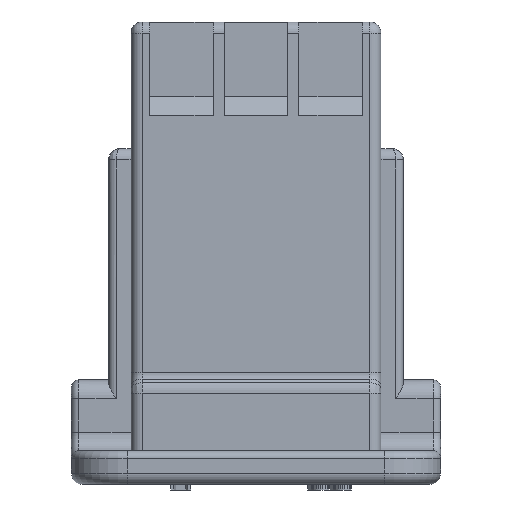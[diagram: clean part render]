
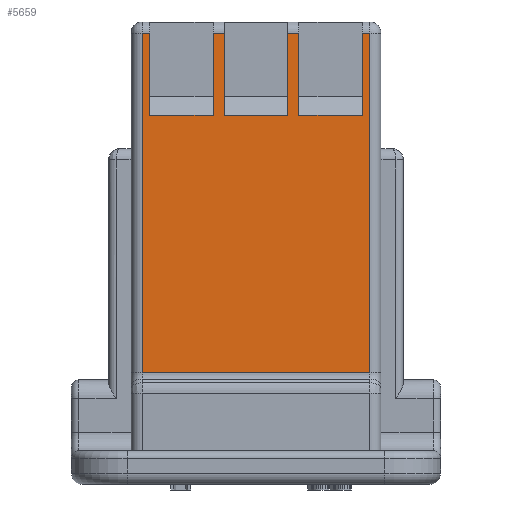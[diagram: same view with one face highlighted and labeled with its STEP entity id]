
A CAD part, front view. The second image highlights one B-rep face of the part: STEP entity #5659.
In plain terms, the highlighted planar face has unit normal (0, -1, 0).
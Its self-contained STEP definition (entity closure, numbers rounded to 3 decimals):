
#457=DIRECTION('',(0.,0.,-1.));
#458=VECTOR('',#457,9.109);
#459=CARTESIAN_POINT('',(-3.05,-1.85,-0.3));
#460=LINE('',#459,#458);
#484=DIRECTION('',(1.,0.,0.));
#485=VECTOR('',#484,6.1);
#486=CARTESIAN_POINT('',(-3.05,-1.85,-9.409));
#487=LINE('',#486,#485);
#488=DIRECTION('',(0.,0.,-1.));
#489=VECTOR('',#488,2.2);
#490=CARTESIAN_POINT('',(-2.85,-1.85,-0.3));
#491=LINE('',#490,#489);
#492=DIRECTION('',(1.,0.,0.));
#493=VECTOR('',#492,1.7);
#494=CARTESIAN_POINT('',(-2.85,-1.85,-2.5));
#495=LINE('',#494,#493);
#496=DIRECTION('',(0.,0.,-1.));
#497=VECTOR('',#496,2.2);
#498=CARTESIAN_POINT('',(-0.85,-1.85,-0.3));
#499=LINE('',#498,#497);
#500=DIRECTION('',(1.,0.,0.));
#501=VECTOR('',#500,1.7);
#502=CARTESIAN_POINT('',(-0.85,-1.85,-2.5));
#503=LINE('',#502,#501);
#504=DIRECTION('',(0.,0.,-1.));
#505=VECTOR('',#504,2.2);
#506=CARTESIAN_POINT('',(1.15,-1.85,-0.3));
#507=LINE('',#506,#505);
#508=DIRECTION('',(1.,0.,0.));
#509=VECTOR('',#508,1.7);
#510=CARTESIAN_POINT('',(1.15,-1.85,-2.5));
#511=LINE('',#510,#509);
#512=DIRECTION('',(-1.,0.,0.));
#513=VECTOR('',#512,0.2);
#514=CARTESIAN_POINT('',(-2.85,-1.85,-0.3));
#515=LINE('',#514,#513);
#537=DIRECTION('',(0.,0.,-1.));
#538=VECTOR('',#537,2.2);
#539=CARTESIAN_POINT('',(-1.15,-1.85,-0.3));
#540=LINE('',#539,#538);
#558=DIRECTION('',(-1.,0.,0.));
#559=VECTOR('',#558,0.3);
#560=CARTESIAN_POINT('',(-0.85,-1.85,-0.3));
#561=LINE('',#560,#559);
#583=DIRECTION('',(0.,0.,-1.));
#584=VECTOR('',#583,2.2);
#585=CARTESIAN_POINT('',(0.85,-1.85,-0.3));
#586=LINE('',#585,#584);
#604=DIRECTION('',(-1.,0.,0.));
#605=VECTOR('',#604,0.3);
#606=CARTESIAN_POINT('',(1.15,-1.85,-0.3));
#607=LINE('',#606,#605);
#629=DIRECTION('',(0.,0.,-1.));
#630=VECTOR('',#629,2.2);
#631=CARTESIAN_POINT('',(2.85,-1.85,-0.3));
#632=LINE('',#631,#630);
#654=DIRECTION('',(-1.,0.,0.));
#655=VECTOR('',#654,0.2);
#656=CARTESIAN_POINT('',(3.05,-1.85,-0.3));
#657=LINE('',#656,#655);
#673=DIRECTION('',(0.,0.,1.));
#674=VECTOR('',#673,9.109);
#675=CARTESIAN_POINT('',(3.05,-1.85,-9.409));
#676=LINE('',#675,#674);
#3864=CARTESIAN_POINT('',(-3.05,-1.85,-9.409));
#3865=CARTESIAN_POINT('',(3.05,-1.85,-9.409));
#3866=VERTEX_POINT('',#3864);
#3867=VERTEX_POINT('',#3865);
#3868=CARTESIAN_POINT('',(-3.05,-1.85,-0.3));
#3869=VERTEX_POINT('',#3868);
#3870=CARTESIAN_POINT('',(-2.85,-1.85,-0.3));
#3871=VERTEX_POINT('',#3870);
#3872=CARTESIAN_POINT('',(-2.85,-1.85,-2.5));
#3873=VERTEX_POINT('',#3872);
#3874=CARTESIAN_POINT('',(-1.15,-1.85,-2.5));
#3875=VERTEX_POINT('',#3874);
#3876=CARTESIAN_POINT('',(-1.15,-1.85,-0.3));
#3877=VERTEX_POINT('',#3876);
#3878=CARTESIAN_POINT('',(-0.85,-1.85,-0.3));
#3879=VERTEX_POINT('',#3878);
#3880=CARTESIAN_POINT('',(-0.85,-1.85,-2.5));
#3881=VERTEX_POINT('',#3880);
#3882=CARTESIAN_POINT('',(0.85,-1.85,-2.5));
#3883=VERTEX_POINT('',#3882);
#3884=CARTESIAN_POINT('',(0.85,-1.85,-0.3));
#3885=VERTEX_POINT('',#3884);
#3886=CARTESIAN_POINT('',(1.15,-1.85,-0.3));
#3887=VERTEX_POINT('',#3886);
#3888=CARTESIAN_POINT('',(1.15,-1.85,-2.5));
#3889=VERTEX_POINT('',#3888);
#3890=CARTESIAN_POINT('',(2.85,-1.85,-2.5));
#3891=VERTEX_POINT('',#3890);
#3892=CARTESIAN_POINT('',(2.85,-1.85,-0.3));
#3893=VERTEX_POINT('',#3892);
#3894=CARTESIAN_POINT('',(3.05,-1.85,-0.3));
#3895=VERTEX_POINT('',#3894);
#5622=CARTESIAN_POINT('',(-3.35,-1.85,0.));
#5623=DIRECTION('',(0.,-1.,0.));
#5624=DIRECTION('',(1.,0.,0.));
#5625=AXIS2_PLACEMENT_3D('',#5622,#5623,#5624);
#5626=PLANE('',#5625);
#5627=ORIENTED_EDGE('',*,*,#5615,.F.);
#5628=ORIENTED_EDGE('',*,*,#5558,.F.);
#5630=ORIENTED_EDGE('',*,*,#5629,.F.);
#5632=ORIENTED_EDGE('',*,*,#5631,.T.);
#5634=ORIENTED_EDGE('',*,*,#5633,.T.);
#5636=ORIENTED_EDGE('',*,*,#5635,.F.);
#5638=ORIENTED_EDGE('',*,*,#5637,.F.);
#5640=ORIENTED_EDGE('',*,*,#5639,.T.);
#5642=ORIENTED_EDGE('',*,*,#5641,.T.);
#5644=ORIENTED_EDGE('',*,*,#5643,.F.);
#5646=ORIENTED_EDGE('',*,*,#5645,.F.);
#5648=ORIENTED_EDGE('',*,*,#5647,.T.);
#5650=ORIENTED_EDGE('',*,*,#5649,.T.);
#5652=ORIENTED_EDGE('',*,*,#5651,.F.);
#5654=ORIENTED_EDGE('',*,*,#5653,.F.);
#5656=ORIENTED_EDGE('',*,*,#5655,.F.);
#5657=EDGE_LOOP('',(#5627,#5628,#5630,#5632,#5634,#5636,#5638,#5640,#5642,#5644,
#5646,#5648,#5650,#5652,#5654,#5656));
#5658=FACE_OUTER_BOUND('',#5657,.F.);
#5558=EDGE_CURVE('',#3869,#3866,#460,.T.);
#5615=EDGE_CURVE('',#3866,#3867,#487,.T.);
#5629=EDGE_CURVE('',#3871,#3869,#515,.T.);
#5631=EDGE_CURVE('',#3871,#3873,#491,.T.);
#5633=EDGE_CURVE('',#3873,#3875,#495,.T.);
#5635=EDGE_CURVE('',#3877,#3875,#540,.T.);
#5637=EDGE_CURVE('',#3879,#3877,#561,.T.);
#5639=EDGE_CURVE('',#3879,#3881,#499,.T.);
#5641=EDGE_CURVE('',#3881,#3883,#503,.T.);
#5643=EDGE_CURVE('',#3885,#3883,#586,.T.);
#5645=EDGE_CURVE('',#3887,#3885,#607,.T.);
#5647=EDGE_CURVE('',#3887,#3889,#507,.T.);
#5649=EDGE_CURVE('',#3889,#3891,#511,.T.);
#5651=EDGE_CURVE('',#3893,#3891,#632,.T.);
#5653=EDGE_CURVE('',#3895,#3893,#657,.T.);
#5655=EDGE_CURVE('',#3867,#3895,#676,.T.);
#5659=ADVANCED_FACE('',(#5658),#5626,.T.);
